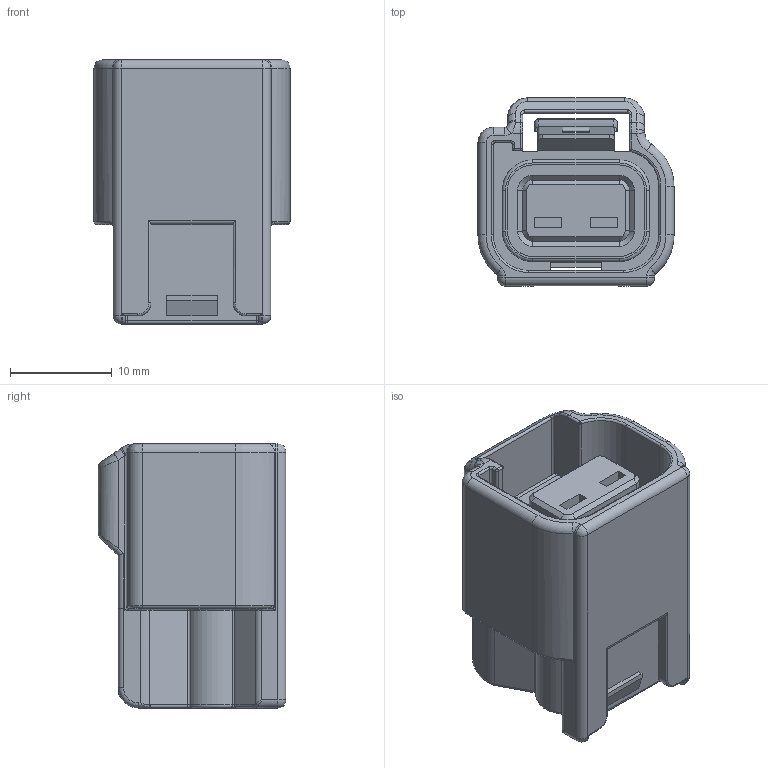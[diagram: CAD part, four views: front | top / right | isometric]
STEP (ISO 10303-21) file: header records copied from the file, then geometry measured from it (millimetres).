
FILE_DESCRIPTION(/* description */ (''),/* implementation_level */ '2;1');
FILE_NAME(/* name */ 'RFW-2S.stp',/* time_stamp */ '2024-04-24T14:26:34-05:00',/* author */ (''),/* organization */ ('Corsa Technic, LLC'),/* preprocessor_version */ 'ST-DEVELOPER v20',/* originating_system */ 'Autodesk Translation Framework v12.20.1.177',/* authorisation */ '3D design STEP models are provided for reference only. STEP models DO NOT provide accurate tolerance information and the model may not be constructed to the nominal nor the manufacturing-optimized version of the design. User assumes all risks from use of these models. Corsa Technic, LLC makes no representation or warranty (expressed or implied) with respect to the STEP models, including but not limited to the accuracy or completeness of product dimensions or any other technical specifications contained in or accompanying the STEP models, non-infringement of third party rights, and quality, suitability, fitness for purpose or title.');
FILE_SCHEMA (('AUTOMOTIVE_DESIGN { 1 0 10303 214 3 1 1 }'));
Length unit declared in the file: millimetre
Products named in the file (1): RFW-2S
Bounding box: 19.3 x 18.5 x 26 mm (x, y, z)
Volume: 3641 mm3; surface area: 5281.7 mm2
Topology: 1 solids, 3 shells, 639 faces, 1522 edges, 861 vertices
Faces by surface type: cylinder 271, plane 189, torus 119, bspline 37, cone 12, sphere 11
Full cylindrical faces by diameter (mm): 4.6 x2
Entity records: 19116 total; most frequent: CARTESIAN_POINT 4107, DIRECTION 3395, ORIENTED_EDGE 3020, EDGE_CURVE 1510, AXIS2_PLACEMENT_3D 1316, VERTEX_POINT 861, LINE 763, VECTOR 763
